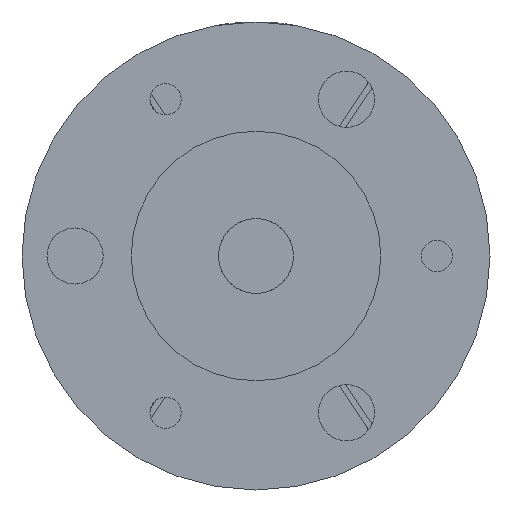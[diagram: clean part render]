
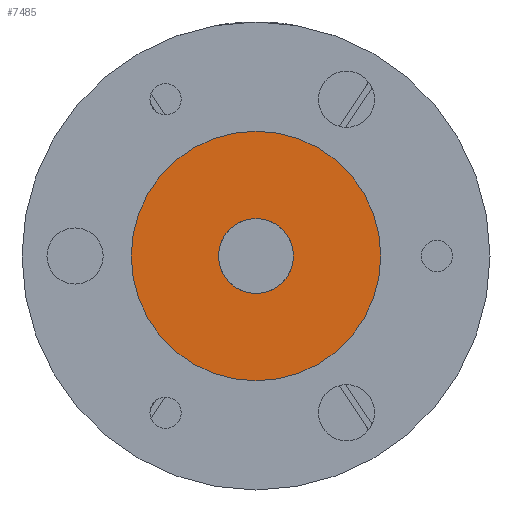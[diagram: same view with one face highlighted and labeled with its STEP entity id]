
A CAD part, left-side view. The second image highlights one B-rep face of the part: STEP entity #7485.
In plain terms, the highlighted planar face has unit normal (-1, 0, 0).
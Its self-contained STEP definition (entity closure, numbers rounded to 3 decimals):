
#122 = EDGE_CURVE ( 'NONE', #11476, #9281, #278, .T. ) ;
#278 = CIRCLE ( 'NONE', #8403, 6. ) ;
#907 = AXIS2_PLACEMENT_3D ( 'NONE', #3160, #11851, #4091 ) ;
#963 = CARTESIAN_POINT ( 'NONE',  ( 6., 0., 6. ) ) ;
#2239 = DIRECTION ( 'NONE',  ( -1., 0., 0. ) ) ;
#2330 = FACE_OUTER_BOUND ( 'NONE', #4228, .T. ) ;
#2840 = ORIENTED_EDGE ( 'NONE', *, *, #4991, .F. ) ;
#3160 = CARTESIAN_POINT ( 'NONE',  ( 6., 0., 0. ) ) ;
#3209 = ORIENTED_EDGE ( 'NONE', *, *, #5570, .T. ) ;
#3721 = CARTESIAN_POINT ( 'NONE',  ( 6., 0., 0. ) ) ;
#4082 = EDGE_LOOP ( 'NONE', ( #2840, #12027 ) ) ;
#4091 = DIRECTION ( 'NONE',  ( 0., 0., -1. ) ) ;
#4203 = CARTESIAN_POINT ( 'NONE',  ( 6., 0., 0. ) ) ;
#4228 = EDGE_LOOP ( 'NONE', ( #10047, #3209 ) ) ;
#4346 = CARTESIAN_POINT ( 'NONE',  ( 6., 0., 20. ) ) ;
#4991 = EDGE_CURVE ( 'NONE', #9281, #11476, #7372, .T. ) ;
#5505 = CARTESIAN_POINT ( 'NONE',  ( 6., 0., 0. ) ) ;
#5570 = EDGE_CURVE ( 'NONE', #11389, #6376, #5810, .T. ) ;
#5810 = CIRCLE ( 'NONE', #8776, 20. ) ;
#6115 = AXIS2_PLACEMENT_3D ( 'NONE', #4203, #6931, #9917 ) ;
#6376 = VERTEX_POINT ( 'NONE', #4346 ) ;
#6828 = DIRECTION ( 'NONE',  ( -1., 0., 0. ) ) ;
#6931 = DIRECTION ( 'NONE',  ( -1., 0., 0. ) ) ;
#6993 = CARTESIAN_POINT ( 'NONE',  ( 6., 0., -6. ) ) ;
#7372 = CIRCLE ( 'NONE', #8159, 6. ) ;
#7485 = ADVANCED_FACE ( 'NONE', ( #9860, #2330 ), #9799, .F. ) ;
#8024 = DIRECTION ( 'NONE',  ( 0., 0., 1. ) ) ;
#8159 = AXIS2_PLACEMENT_3D ( 'NONE', #8882, #2239, #8024 ) ;
#8403 = AXIS2_PLACEMENT_3D ( 'NONE', #5505, #9307, #12175 ) ;
#8776 = AXIS2_PLACEMENT_3D ( 'NONE', #3721, #6828, #9574 ) ;
#8882 = CARTESIAN_POINT ( 'NONE',  ( 6., 0., 0. ) ) ;
#9281 = VERTEX_POINT ( 'NONE', #963 ) ;
#9307 = DIRECTION ( 'NONE',  ( -1., 0., 0. ) ) ;
#9574 = DIRECTION ( 'NONE',  ( 0., 0., 1. ) ) ;
#9799 = PLANE ( 'NONE',  #907 ) ;
#9860 = FACE_BOUND ( 'NONE', #4082, .T. ) ;
#9917 = DIRECTION ( 'NONE',  ( 0., 0., 1. ) ) ;
#10047 = ORIENTED_EDGE ( 'NONE', *, *, #11481, .T. ) ;
#11389 = VERTEX_POINT ( 'NONE', #11557 ) ;
#11476 = VERTEX_POINT ( 'NONE', #6993 ) ;
#11481 = EDGE_CURVE ( 'NONE', #6376, #11389, #11494, .T. ) ;
#11494 = CIRCLE ( 'NONE', #6115, 20. ) ;
#11557 = CARTESIAN_POINT ( 'NONE',  ( 6., 0., -20. ) ) ;
#11851 = DIRECTION ( 'NONE',  ( 1., 0., 0. ) ) ;
#12027 = ORIENTED_EDGE ( 'NONE', *, *, #122, .F. ) ;
#12175 = DIRECTION ( 'NONE',  ( 0., 0., 1. ) ) ;
